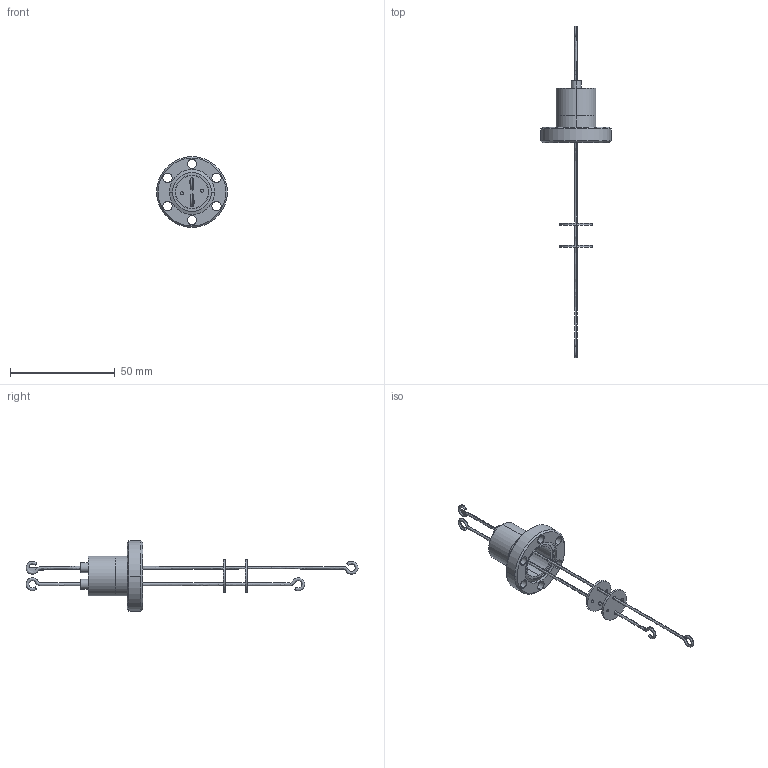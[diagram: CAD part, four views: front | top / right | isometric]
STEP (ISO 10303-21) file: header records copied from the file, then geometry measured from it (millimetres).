
FILE_DESCRIPTION (( 'STEP AP214' ), '1' );
FILE_NAME ('262-TCR-1-C16.STEP', '2016-01-26T12:41:38', ( 'allectra' ), ( 'Microsoft' ), 'SwSTEP 2.0', 'SolidWorks 2014', '' );
FILE_SCHEMA (( 'AUTOMOTIVE_DESIGN' ));
Length unit declared in the file: millimetre
Products named in the file (2): 262-TCR-1-C16
Bounding box: 33.78 x 158.29 x 33.78 mm (x, y, z)
Volume: 6744.9 mm3; surface area: 8292.8 mm2
Topology: 1 solids, 1 shells, 127 faces, 335 edges, 222 vertices
Faces by surface type: cylinder 75, plane 25, cone 14, bspline 9, torus 4
Entity records: 12123 total; most frequent: CARTESIAN_POINT 8873, DIRECTION 674, ORIENTED_EDGE 670, EDGE_CURVE 335, AXIS2_PLACEMENT_3D 296, VERTEX_POINT 222, CIRCLE 176, EDGE_LOOP 175
